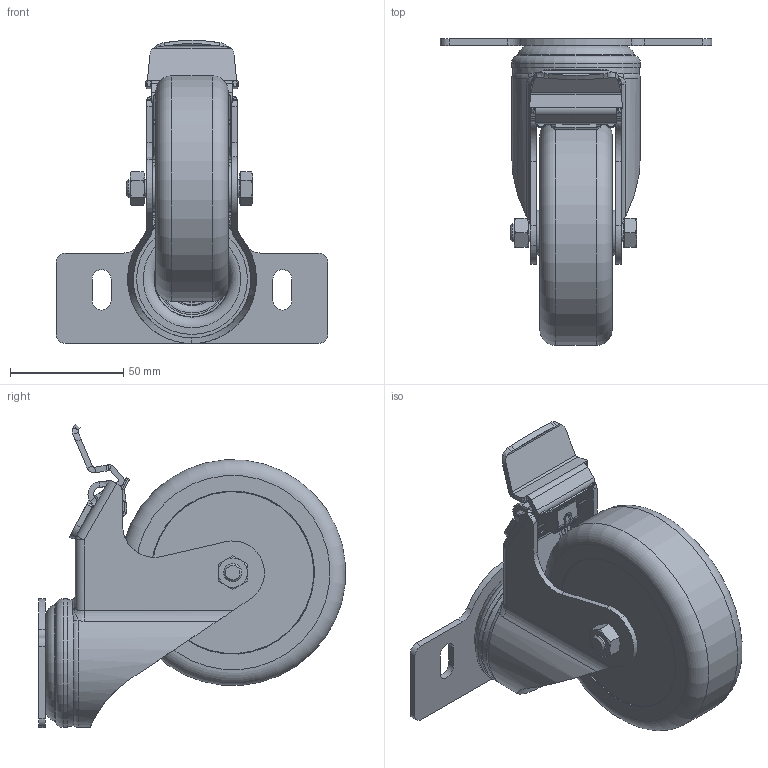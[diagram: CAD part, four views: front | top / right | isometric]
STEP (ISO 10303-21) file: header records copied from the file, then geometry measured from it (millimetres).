
FILE_DESCRIPTION(('STEP AP203'),'1');
FILE_NAME('ERGO00E5092.stp','2023-12-12T08:13:47',(' '),(' '),'Spatial InterOp 3D',' ',' ');
FILE_SCHEMA(('CONFIG_CONTROL_DESIGN'));
Length unit declared in the file: millimetre
Products named in the file (4): Roulette pivotante D100, 120x40, à blocage, antistatique; roue pour roulette; roulette antistatique; platine
Assembly tree (3 placements, depth 2):
  Roulette pivotante D100, 120x40, à blocage, antistatique
    roue pour roulette
    roulette antistatique
    platine
Bounding box: 120 x 135.76 x 134 mm (x, y, z)
Volume: 249819.4 mm3; surface area: 73211.6 mm2
Topology: 2 solids, 4 shells, 792 faces, 2096 edges, 1307 vertices
Faces by surface type: plane 253, cylinder 235, bspline 167, torus 97, cone 36, sphere 4
Full cylindrical faces by diameter (mm): 8 x3, 12.4 x1, 13 x2, 20.15 x2, 20.45 x1, 39 x1, 55.841 x1, 57 x1, 71.8 x2, 100 x1
Entity records: 33090 total; most frequent: CARTESIAN_POINT 14515, ORIENTED_EDGE 4067, DIRECTION 3226, EDGE_CURVE 2035, VERTEX_POINT 1295, AXIS2_PLACEMENT_3D 1201, EDGE_LOOP 868, LINE 824
